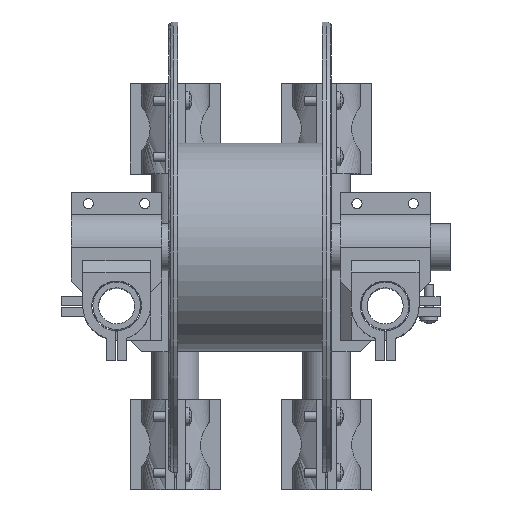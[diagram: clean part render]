
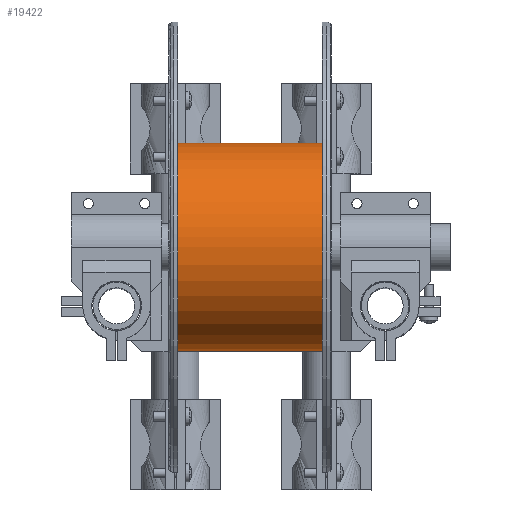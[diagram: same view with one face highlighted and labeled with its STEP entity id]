
A CAD part, top view. The second image highlights one B-rep face of the part: STEP entity #19422.
In plain terms, the highlighted free-form (B-spline) face has degree [2, 1] with [9, 2] control points.
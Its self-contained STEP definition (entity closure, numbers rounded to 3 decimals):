
#19406 = EDGE_CURVE('',#19407,#19407,#19409,.T.);
#19407 = VERTEX_POINT('',#19408);
#19408 = CARTESIAN_POINT('',(116.425,38.72,
    269.046));
#19409 = ( BOUNDED_CURVE() B_SPLINE_CURVE(2,(#19410,#19411,#19412,#19413
    ,#19414,#19415,#19416),.UNSPECIFIED.,.T.,.F.) 
B_SPLINE_CURVE_WITH_KNOTS((3,2,2,3),(3.142,5.236,
7.33,9.425),.PIECEWISE_BEZIER_KNOTS.) CURVE() 
GEOMETRIC_REPRESENTATION_ITEM() RATIONAL_B_SPLINE_CURVE((1.,0.5,1.,0.5,
1.,0.5,1.)) REPRESENTATION_ITEM('') );
#19410 = CARTESIAN_POINT('',(116.425,38.72,
    269.046));
#19411 = CARTESIAN_POINT('',(116.425,-80.321,
    269.046));
#19412 = CARTESIAN_POINT('',(116.425,-20.8,
    165.953));
#19413 = CARTESIAN_POINT('',(116.425,38.72,
    62.861));
#19414 = CARTESIAN_POINT('',(116.425,98.241,
    165.953));
#19415 = CARTESIAN_POINT('',(116.425,157.761,
    269.046));
#19416 = CARTESIAN_POINT('',(116.425,38.72,
    269.046));
#19422 = ADVANCED_FACE('',(#19423),#19444,.T.);
#19423 = FACE_BOUND('',#19424,.T.);
#19424 = EDGE_LOOP('',(#19425,#19437,#19442,#19443));
#19425 = ORIENTED_EDGE('',*,*,#19426,.F.);
#19426 = EDGE_CURVE('',#19427,#19427,#19429,.T.);
#19427 = VERTEX_POINT('',#19428);
#19428 = CARTESIAN_POINT('',(211.737,38.72,
    269.046));
#19429 = ( BOUNDED_CURVE() B_SPLINE_CURVE(2,(#19430,#19431,#19432,#19433
    ,#19434,#19435,#19436),.UNSPECIFIED.,.T.,.F.) 
B_SPLINE_CURVE_WITH_KNOTS((3,2,2,3),(3.142,5.236,
7.33,9.425),.PIECEWISE_BEZIER_KNOTS.) CURVE() 
GEOMETRIC_REPRESENTATION_ITEM() RATIONAL_B_SPLINE_CURVE((1.,0.5,1.,0.5,
1.,0.5,1.)) REPRESENTATION_ITEM('') );
#19430 = CARTESIAN_POINT('',(211.737,38.72,
    269.046));
#19431 = CARTESIAN_POINT('',(211.737,-80.321,
    269.046));
#19432 = CARTESIAN_POINT('',(211.737,-20.8,
    165.953));
#19433 = CARTESIAN_POINT('',(211.737,38.72,
    62.861));
#19434 = CARTESIAN_POINT('',(211.737,98.241,
    165.953));
#19435 = CARTESIAN_POINT('',(211.737,157.761,
    269.046));
#19436 = CARTESIAN_POINT('',(211.737,38.72,
    269.046));
#19437 = ORIENTED_EDGE('',*,*,#19438,.T.);
#19438 = EDGE_CURVE('',#19427,#19407,#19439,.T.);
#19439 = B_SPLINE_CURVE_WITH_KNOTS('',1,(#19440,#19441),.UNSPECIFIED.,
  .F.,.F.,(2,2),(-32.,32.),.PIECEWISE_BEZIER_KNOTS.);
#19440 = CARTESIAN_POINT('',(211.737,38.72,
    269.046));
#19441 = CARTESIAN_POINT('',(116.425,38.72,
    269.046));
#19442 = ORIENTED_EDGE('',*,*,#19406,.T.);
#19443 = ORIENTED_EDGE('',*,*,#19438,.F.);
#19444 = ( BOUNDED_SURFACE() B_SPLINE_SURFACE(2,1,(
    (#19445,#19446)
    ,(#19447,#19448)
    ,(#19449,#19450)
    ,(#19451,#19452)
    ,(#19453,#19454)
    ,(#19455,#19456)
    ,(#19457,#19458)
    ,(#19459,#19460)
    ,(#19461,#19462
)),.UNSPECIFIED.,.T.,.F.,.F.) B_SPLINE_SURFACE_WITH_KNOTS((3,2,2,2,3),(2
    ,2),(-3.142,-2.094,0.,2.094,3.142)
,(-32.,32.),.UNSPECIFIED.) GEOMETRIC_REPRESENTATION_ITEM() 
RATIONAL_B_SPLINE_SURFACE((
    (0.75,0.75)
    ,(0.75,0.75)
    ,(1.,1.)
    ,(0.5,0.5)
    ,(1.,1.)
    ,(0.5,0.5)
    ,(1.,1.)
    ,(0.75,0.75)
,(0.75,0.75))) REPRESENTATION_ITEM('') SURFACE() );
#19445 = CARTESIAN_POINT('',(116.425,38.72,
    269.046));
#19446 = CARTESIAN_POINT('',(211.737,38.72,
    269.046));
#19447 = CARTESIAN_POINT('',(116.425,-0.96,
    269.046));
#19448 = CARTESIAN_POINT('',(211.737,-0.96,
    269.046));
#19449 = CARTESIAN_POINT('',(116.425,-20.8,
    234.682));
#19450 = CARTESIAN_POINT('',(211.737,-20.8,
    234.682));
#19451 = CARTESIAN_POINT('',(116.425,-80.321,
    131.589));
#19452 = CARTESIAN_POINT('',(211.737,-80.321,
    131.589));
#19453 = CARTESIAN_POINT('',(116.425,38.72,
    131.589));
#19454 = CARTESIAN_POINT('',(211.737,38.72,
    131.589));
#19455 = CARTESIAN_POINT('',(116.425,157.761,
    131.589));
#19456 = CARTESIAN_POINT('',(211.737,157.761,
    131.589));
#19457 = CARTESIAN_POINT('',(116.425,98.241,
    234.682));
#19458 = CARTESIAN_POINT('',(211.737,98.241,
    234.682));
#19459 = CARTESIAN_POINT('',(116.425,78.401,
    269.046));
#19460 = CARTESIAN_POINT('',(211.737,78.401,
    269.046));
#19461 = CARTESIAN_POINT('',(116.425,38.72,
    269.046));
#19462 = CARTESIAN_POINT('',(211.737,38.72,
    269.046));
